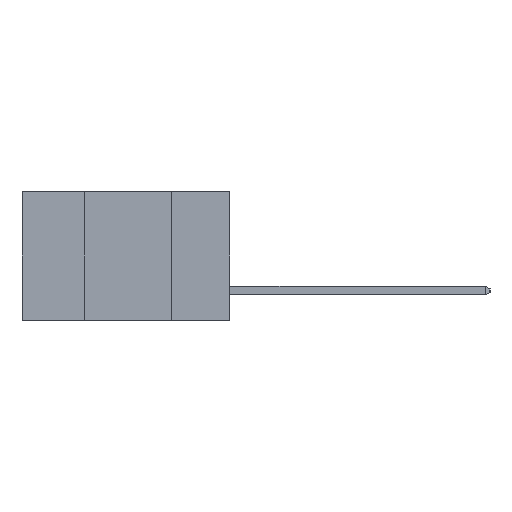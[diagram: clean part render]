
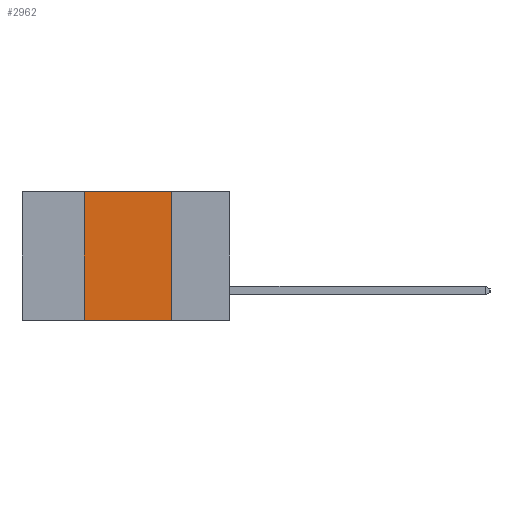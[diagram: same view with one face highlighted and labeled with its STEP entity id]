
A CAD part, left-side view. The second image highlights one B-rep face of the part: STEP entity #2962.
In plain terms, the highlighted planar face has unit normal (-1, 0, 0).
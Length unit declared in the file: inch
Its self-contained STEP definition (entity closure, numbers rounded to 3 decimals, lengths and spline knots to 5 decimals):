
#257 = LINE ( 'NONE', #10515, #637 ) ;
#335 = ORIENTED_EDGE ( 'NONE', *, *, #12682, .T. ) ;
#637 = VECTOR ( 'NONE', #3806, 39.37008 ) ;
#1444 = VERTEX_POINT ( 'NONE', #3019 ) ;
#1458 = EDGE_LOOP ( 'NONE', ( #8441, #14202, #3130, #335 ) ) ;
#1882 = EDGE_CURVE ( 'NONE', #10225, #1444, #4735, .T. ) ;
#2375 = CARTESIAN_POINT ( 'NONE',  ( 0., 0.6, 0. ) ) ;
#2962 = ADVANCED_FACE ( 'NONE', ( #5437 ), #9621, .F. ) ;
#3019 = CARTESIAN_POINT ( 'NONE',  ( 0., 0.17, 0. ) ) ;
#3130 = ORIENTED_EDGE ( 'NONE', *, *, #14136, .F. ) ;
#3806 = DIRECTION ( 'NONE',  ( 0., -1., 0. ) ) ;
#4311 = EDGE_CURVE ( 'NONE', #1444, #9057, #8702, .T. ) ;
#4735 = LINE ( 'NONE', #2375, #10305 ) ;
#4839 = CARTESIAN_POINT ( 'NONE',  ( 0., 0.17, -0.37 ) ) ;
#5049 = LINE ( 'NONE', #6437, #10593 ) ;
#5072 = DIRECTION ( 'NONE',  ( 0., -1., 0. ) ) ;
#5437 = FACE_OUTER_BOUND ( 'NONE', #1458, .T. ) ;
#6437 = CARTESIAN_POINT ( 'NONE',  ( 0., 0.42, -0.37 ) ) ;
#7557 = DIRECTION ( 'NONE',  ( 0., 0., 1. ) ) ;
#7916 = CARTESIAN_POINT ( 'NONE',  ( 0., 0.42, 0. ) ) ;
#8441 = ORIENTED_EDGE ( 'NONE', *, *, #4311, .F. ) ;
#8702 = LINE ( 'NONE', #10932, #14109 ) ;
#9057 = VERTEX_POINT ( 'NONE', #4839 ) ;
#9592 = CARTESIAN_POINT ( 'NONE',  ( 0., 0.6, 0. ) ) ;
#9621 = PLANE ( 'NONE',  #10192 ) ;
#10127 = CARTESIAN_POINT ( 'NONE',  ( 0., 0.42, -0.37 ) ) ;
#10192 = AXIS2_PLACEMENT_3D ( 'NONE', #9592, #13342, #13309 ) ;
#10225 = VERTEX_POINT ( 'NONE', #7916 ) ;
#10305 = VECTOR ( 'NONE', #5072, 39.37008 ) ;
#10515 = CARTESIAN_POINT ( 'NONE',  ( 0., 0.6, -0.37 ) ) ;
#10593 = VECTOR ( 'NONE', #7557, 39.37008 ) ;
#10916 = DIRECTION ( 'NONE',  ( 0., 0., -1. ) ) ;
#10932 = CARTESIAN_POINT ( 'NONE',  ( 0., 0.17, -0.37 ) ) ;
#11380 = VERTEX_POINT ( 'NONE', #10127 ) ;
#12682 = EDGE_CURVE ( 'NONE', #11380, #9057, #257, .T. ) ;
#13309 = DIRECTION ( 'NONE',  ( 0., 0., -1. ) ) ;
#13342 = DIRECTION ( 'NONE',  ( 1., 0., 0. ) ) ;
#14109 = VECTOR ( 'NONE', #10916, 39.37008 ) ;
#14136 = EDGE_CURVE ( 'NONE', #11380, #10225, #5049, .T. ) ;
#14202 = ORIENTED_EDGE ( 'NONE', *, *, #1882, .F. ) ;
